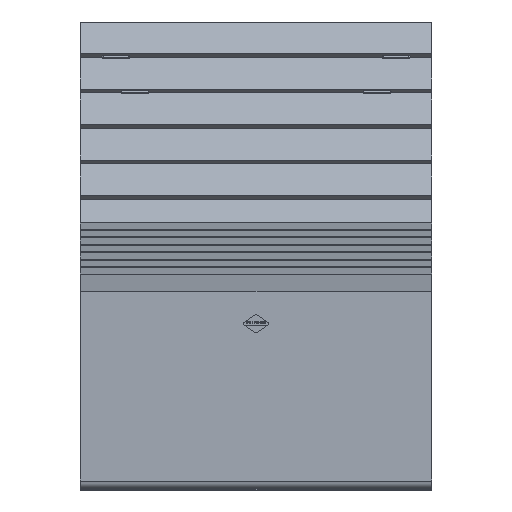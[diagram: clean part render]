
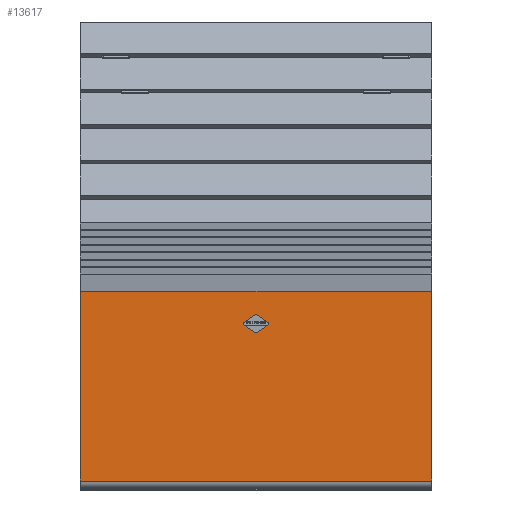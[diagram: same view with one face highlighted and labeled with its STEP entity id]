
A CAD part, top view. The second image highlights one B-rep face of the part: STEP entity #13617.
In plain terms, the highlighted planar face has unit normal (0, 0, 1).
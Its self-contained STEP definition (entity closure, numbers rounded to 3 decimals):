
#880 = VERTEX_POINT ( 'NONE', #12244 ) ;
#1030 = DIRECTION ( 'NONE',  ( 0., 1., 0. ) ) ;
#1223 = AXIS2_PLACEMENT_3D ( 'NONE', #5474, #26321, #14705 ) ;
#1620 = ORIENTED_EDGE ( 'NONE', *, *, #25928, .T. ) ;
#1993 = VECTOR ( 'NONE', #16730, 1000. ) ;
#2193 = DIRECTION ( 'NONE',  ( 0., 0., 1. ) ) ;
#3020 = EDGE_CURVE ( 'NONE', #11634, #29829, #10353, .T. ) ;
#3256 = LINE ( 'NONE', #7790, #1993 ) ;
#4100 = ORIENTED_EDGE ( 'NONE', *, *, #5748, .T. ) ;
#4374 = AXIS2_PLACEMENT_3D ( 'NONE', #12951, #8701, #12811 ) ;
#4527 = LINE ( 'NONE', #15720, #29019 ) ;
#4690 = EDGE_LOOP ( 'NONE', ( #8108, #1620, #4100, #23354, #22517, #4803 ) ) ;
#4803 = ORIENTED_EDGE ( 'NONE', *, *, #7342, .T. ) ;
#4851 = CARTESIAN_POINT ( 'NONE',  ( -375., 418., 0. ) ) ;
#5371 = EDGE_CURVE ( 'NONE', #9809, #11634, #27502, .T. ) ;
#5474 = CARTESIAN_POINT ( 'NONE',  ( 0., 0., 0. ) ) ;
#5748 = EDGE_CURVE ( 'NONE', #880, #9809, #3256, .T. ) ;
#6120 = CARTESIAN_POINT ( 'NONE',  ( -375., 0., 0. ) ) ;
#6691 = CARTESIAN_POINT ( 'NONE',  ( -372., 421., 0. ) ) ;
#7231 = VECTOR ( 'NONE', #1030, 1000. ) ;
#7342 = EDGE_CURVE ( 'NONE', #29829, #8613, #4527, .T. ) ;
#7790 = CARTESIAN_POINT ( 'NONE',  ( -375., 421., 0. ) ) ;
#8108 = ORIENTED_EDGE ( 'NONE', *, *, #23316, .T. ) ;
#8613 = VERTEX_POINT ( 'NONE', #21080 ) ;
#8701 = DIRECTION ( 'NONE',  ( 0., 0., 1. ) ) ;
#9531 = CARTESIAN_POINT ( 'NONE',  ( 375., 418., 0. ) ) ;
#9809 = VERTEX_POINT ( 'NONE', #6691 ) ;
#10353 = LINE ( 'NONE', #6120, #25118 ) ;
#11093 = CARTESIAN_POINT ( 'NONE',  ( 372., 418., 0. ) ) ;
#11634 = VERTEX_POINT ( 'NONE', #4851 ) ;
#12244 = CARTESIAN_POINT ( 'NONE',  ( 372., 421., 0. ) ) ;
#12811 = DIRECTION ( 'NONE',  ( -1., 0., 0. ) ) ;
#12951 = CARTESIAN_POINT ( 'NONE',  ( -372., 418., 0. ) ) ;
#13617 = ADVANCED_FACE ( 'NONE', ( #16817 ), #21489, .F. ) ;
#14705 = DIRECTION ( 'NONE',  ( -1., 0., 0. ) ) ;
#15720 = CARTESIAN_POINT ( 'NONE',  ( -375., 16., 0. ) ) ;
#16481 = AXIS2_PLACEMENT_3D ( 'NONE', #11093, #2193, #27554 ) ;
#16730 = DIRECTION ( 'NONE',  ( -1., 0., 0. ) ) ;
#16817 = FACE_OUTER_BOUND ( 'NONE', #4690, .T. ) ;
#17980 = CARTESIAN_POINT ( 'NONE',  ( -375., 16., 0. ) ) ;
#18424 = DIRECTION ( 'NONE',  ( 1., 0., 0. ) ) ;
#19427 = DIRECTION ( 'NONE',  ( 0., -1., 0. ) ) ;
#20327 = CIRCLE ( 'NONE', #16481, 3. ) ;
#21080 = CARTESIAN_POINT ( 'NONE',  ( 375., 16., 0. ) ) ;
#21489 = PLANE ( 'NONE',  #1223 ) ;
#22517 = ORIENTED_EDGE ( 'NONE', *, *, #3020, .T. ) ;
#23316 = EDGE_CURVE ( 'NONE', #8613, #28753, #24280, .T. ) ;
#23354 = ORIENTED_EDGE ( 'NONE', *, *, #5371, .T. ) ;
#23825 = CARTESIAN_POINT ( 'NONE',  ( 375., 0., 0. ) ) ;
#24280 = LINE ( 'NONE', #23825, #7231 ) ;
#25118 = VECTOR ( 'NONE', #19427, 1000. ) ;
#25928 = EDGE_CURVE ( 'NONE', #28753, #880, #20327, .T. ) ;
#26321 = DIRECTION ( 'NONE',  ( 0., 0., -1. ) ) ;
#27502 = CIRCLE ( 'NONE', #4374, 3. ) ;
#27554 = DIRECTION ( 'NONE',  ( -1., 0., 0. ) ) ;
#28753 = VERTEX_POINT ( 'NONE', #9531 ) ;
#29019 = VECTOR ( 'NONE', #18424, 1000. ) ;
#29829 = VERTEX_POINT ( 'NONE', #17980 ) ;
